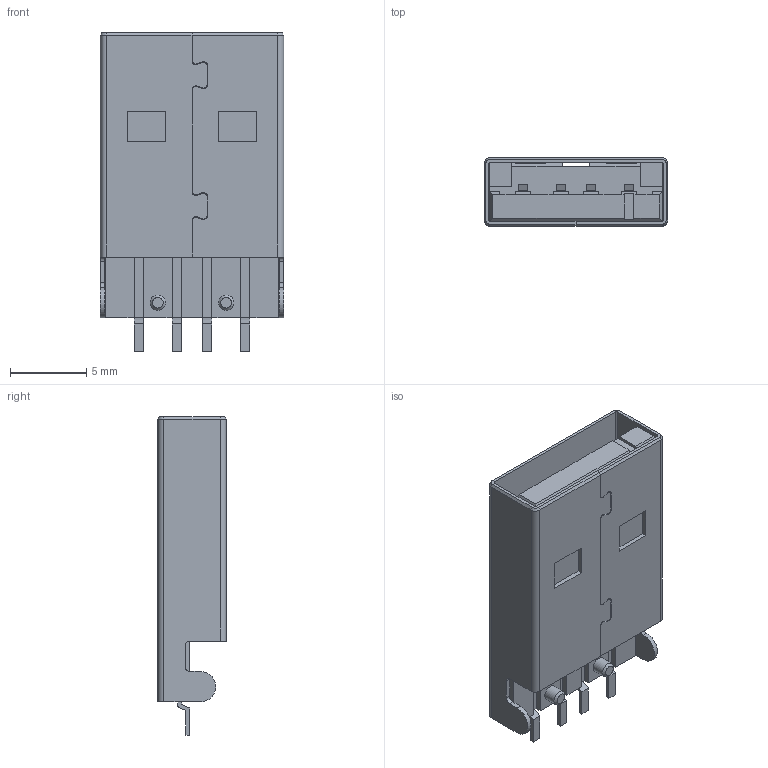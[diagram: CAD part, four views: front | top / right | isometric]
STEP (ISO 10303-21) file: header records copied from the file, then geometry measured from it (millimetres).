
FILE_DESCRIPTION(/* description */ ('STEP AP214'),/* implementation_level */ '2;1');
FILE_NAME(/* name */ 'psolqas_2872_507',/* time_stamp */ '2024-07-19T07:52:45+02:00',/* author */ ('License CC BY-ND 4.0'),/* organization */ ('CADENAS'),/* preprocessor_version */ 'ST-DEVELOPER v19.3',/* originating_system */ 'PARTsolutions',/* authorisation */ ' ');
FILE_SCHEMA (('AUTOMOTIVE_DESIGN {1 0 10303 214 3 1 1}'));
Length unit declared in the file: metre
Products named in the file (1): 480372200
Bounding box: 12.05 x 4.5 x 20.95 mm (x, y, z)
Volume: 647.7 mm3; surface area: 1784 mm2
Topology: 1 solids, 1 shells, 280 faces, 793 edges, 514 vertices
Faces by surface type: plane 212, cylinder 54, bspline 8, cone 6
Full cylindrical faces by diameter (mm): 1 x2
Entity records: 9176 total; most frequent: CARTESIAN_POINT 1796, ORIENTED_EDGE 1574, DIRECTION 1465, EDGE_CURVE 787, LINE 655, VECTOR 655, VERTEX_POINT 512, AXIS2_PLACEMENT_3D 405
